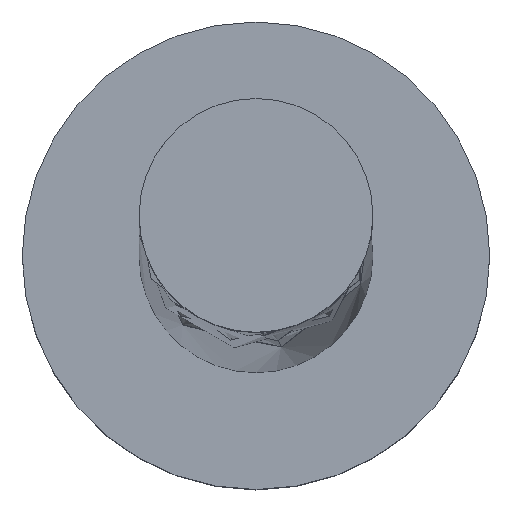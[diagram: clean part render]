
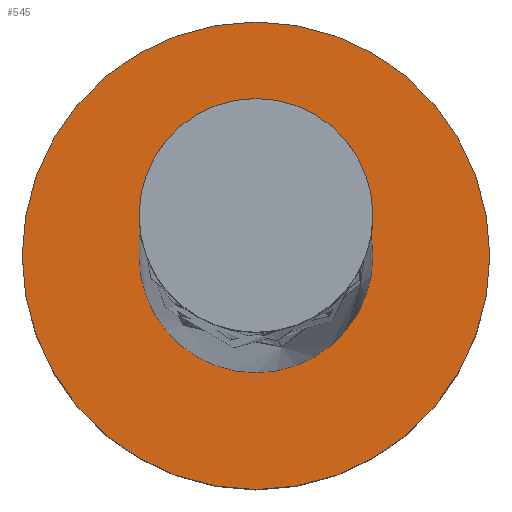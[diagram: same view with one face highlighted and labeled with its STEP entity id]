
A CAD part, top view. The second image highlights one B-rep face of the part: STEP entity #545.
In plain terms, the highlighted planar face has unit normal (0, 0, 1).
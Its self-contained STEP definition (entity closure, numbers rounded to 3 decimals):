
#57 = VERTEX_POINT ( 'NONE', #912 ) ;
#184 = AXIS2_PLACEMENT_3D ( 'NONE', #1259, #993, #504 ) ;
#225 = CARTESIAN_POINT ( 'NONE',  ( 0., 0., 2. ) ) ;
#236 = DIRECTION ( 'NONE',  ( 1., 0., 0. ) ) ;
#336 = CARTESIAN_POINT ( 'NONE',  ( 2., 0., 2. ) ) ;
#384 = ORIENTED_EDGE ( 'NONE', *, *, #515, .T. ) ;
#407 = EDGE_LOOP ( 'NONE', ( #622, #533 ) ) ;
#500 = CARTESIAN_POINT ( 'NONE',  ( 1., 0., 2. ) ) ;
#504 = DIRECTION ( 'NONE',  ( 1., 0., 0. ) ) ;
#515 = EDGE_CURVE ( 'NONE', #1246, #1065, #1118, .T. ) ;
#525 = EDGE_LOOP ( 'NONE', ( #901, #384 ) ) ;
#533 = ORIENTED_EDGE ( 'NONE', *, *, #828, .F. ) ;
#545 = ADVANCED_FACE ( 'NONE', ( #871, #1003 ), #739, .T. ) ;
#604 = AXIS2_PLACEMENT_3D ( 'NONE', #1339, #808, #236 ) ;
#619 = DIRECTION ( 'NONE',  ( 0., 0., 1. ) ) ;
#622 = ORIENTED_EDGE ( 'NONE', *, *, #932, .F. ) ;
#739 = PLANE ( 'NONE',  #184 ) ;
#806 = AXIS2_PLACEMENT_3D ( 'NONE', #1085, #960, #1600 ) ;
#808 = DIRECTION ( 'NONE',  ( 0., 0., 1. ) ) ;
#828 = EDGE_CURVE ( 'NONE', #1086, #57, #1568, .T. ) ;
#834 = AXIS2_PLACEMENT_3D ( 'NONE', #225, #969, #1332 ) ;
#871 = FACE_BOUND ( 'NONE', #407, .T. ) ;
#890 = CIRCLE ( 'NONE', #806, 1. ) ;
#901 = ORIENTED_EDGE ( 'NONE', *, *, #1556, .T. ) ;
#912 = CARTESIAN_POINT ( 'NONE',  ( -1., 0., 2. ) ) ;
#932 = EDGE_CURVE ( 'NONE', #57, #1086, #890, .T. ) ;
#960 = DIRECTION ( 'NONE',  ( 0., 0., 1. ) ) ;
#969 = DIRECTION ( 'NONE',  ( 0., 0., 1. ) ) ;
#993 = DIRECTION ( 'NONE',  ( 0., 0., 1. ) ) ;
#1003 = FACE_OUTER_BOUND ( 'NONE', #525, .T. ) ;
#1006 = CARTESIAN_POINT ( 'NONE',  ( -2., 0., 2. ) ) ;
#1065 = VERTEX_POINT ( 'NONE', #1006 ) ;
#1085 = CARTESIAN_POINT ( 'NONE',  ( 0., 0., 2. ) ) ;
#1086 = VERTEX_POINT ( 'NONE', #500 ) ;
#1118 = CIRCLE ( 'NONE', #604, 2. ) ;
#1243 = DIRECTION ( 'NONE',  ( 1., 0., 0. ) ) ;
#1246 = VERTEX_POINT ( 'NONE', #336 ) ;
#1259 = CARTESIAN_POINT ( 'NONE',  ( 0., 0., 2. ) ) ;
#1332 = DIRECTION ( 'NONE',  ( 1., 0., 0. ) ) ;
#1339 = CARTESIAN_POINT ( 'NONE',  ( 0., 0., 2. ) ) ;
#1365 = AXIS2_PLACEMENT_3D ( 'NONE', #1524, #619, #1243 ) ;
#1391 = CIRCLE ( 'NONE', #1365, 2. ) ;
#1524 = CARTESIAN_POINT ( 'NONE',  ( 0., 0., 2. ) ) ;
#1556 = EDGE_CURVE ( 'NONE', #1065, #1246, #1391, .T. ) ;
#1568 = CIRCLE ( 'NONE', #834, 1. ) ;
#1600 = DIRECTION ( 'NONE',  ( 1., 0., 0. ) ) ;
